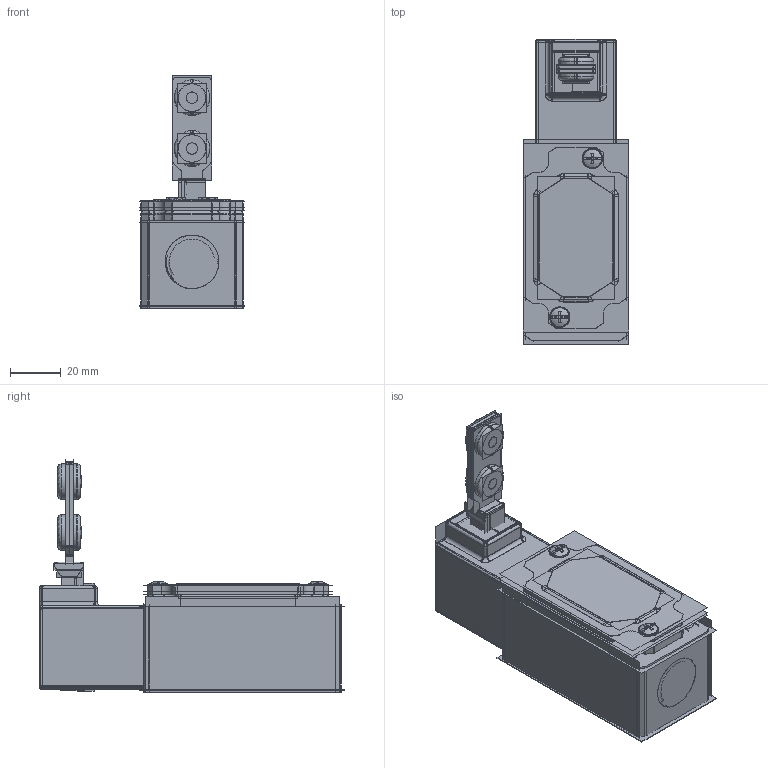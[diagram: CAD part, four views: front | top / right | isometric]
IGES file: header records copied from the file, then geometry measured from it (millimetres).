
Start section:  PTC IGES file: 192578.igs
Global section: file name: 192578.igs; native system: Creo Parametric by Parametric Technology Corporation; preprocessor: 2013230; author: pdmadmin; organization: Unknown; date: 20160201.114025; units: millimetre
Bounding box: 41.6 x 120.23 x 91.36 mm (x, y, z)
Volume: 100854.5 mm3; surface area: 286087.4 mm2
Topology: 11 solids, 17 shells, 1256 faces, 6372 edges, 8062 vertices
Faces by surface type: revolution 636, bspline 620
